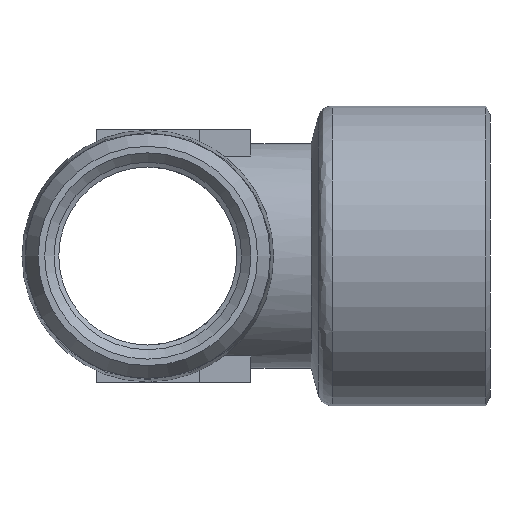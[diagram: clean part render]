
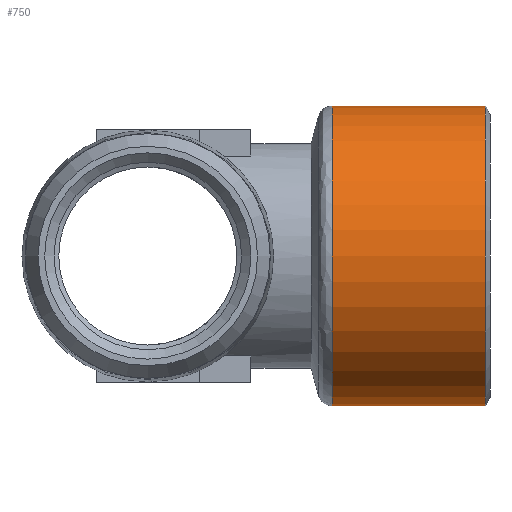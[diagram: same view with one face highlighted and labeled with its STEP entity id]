
A CAD part, left-side view. The second image highlights one B-rep face of the part: STEP entity #750.
In plain terms, the highlighted cylindrical face has radius 16 mm (diameter 32 mm), a full revolution.
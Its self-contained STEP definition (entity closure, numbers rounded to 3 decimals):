
#10 = CIRCLE ( 'NONE', #411, 16. ) ;
#85 = CIRCLE ( 'NONE', #420, 16. ) ;
#90 = FACE_OUTER_BOUND ( 'NONE', #1163, .T. ) ;
#124 = CYLINDRICAL_SURFACE ( 'NONE', #432, 16. ) ;
#147 = FACE_OUTER_BOUND ( 'NONE', #1207, .T. ) ;
#195 = VERTEX_POINT ( 'NONE', #816 ) ;
#204 = VERTEX_POINT ( 'NONE', #823 ) ;
#219 = VERTEX_POINT ( 'NONE', #1065 ) ;
#223 = ORIENTED_EDGE ( 'NONE', *, *, #310, .F. ) ;
#230 = VERTEX_POINT ( 'NONE', #1058 ) ;
#303 = AXIS2_PLACEMENT_3D ( 'NONE', #1047, #1045, #1044 ) ;
#304 = AXIS2_PLACEMENT_3D ( 'NONE', #1050, #1049, #1048 ) ;
#309 = EDGE_CURVE ( 'NONE', #230, #219, #1174, .T. ) ;
#310 = EDGE_CURVE ( 'NONE', #219, #230, #1172, .T. ) ;
#395 = EDGE_CURVE ( 'NONE', #195, #204, #10, .T. ) ;
#397 = EDGE_CURVE ( 'NONE', #204, #195, #85, .T. ) ;
#411 = AXIS2_PLACEMENT_3D ( 'NONE', #924, #920, #919 ) ;
#420 = AXIS2_PLACEMENT_3D ( 'NONE', #906, #995, #994 ) ;
#432 = AXIS2_PLACEMENT_3D ( 'NONE', #719, #704, #708 ) ;
#704 = DIRECTION ( 'NONE',  ( 0., 1., 0. ) ) ;
#708 = DIRECTION ( 'NONE',  ( 0., 0., 1. ) ) ;
#719 = CARTESIAN_POINT ( 'NONE',  ( 228.895, -41.389, -25. ) ) ;
#750 = ADVANCED_FACE ( 'NONE', ( #90, #147 ), #124, .T. ) ;
#816 = CARTESIAN_POINT ( 'NONE',  ( 228.895, -41.389, -9. ) ) ;
#823 = CARTESIAN_POINT ( 'NONE',  ( 228.895, -41.389, -41. ) ) ;
#906 = CARTESIAN_POINT ( 'NONE',  ( 228.895, -41.389, -25. ) ) ;
#919 = DIRECTION ( 'NONE',  ( 0., 0., 1. ) ) ;
#920 = DIRECTION ( 'NONE',  ( 0., -1., 0. ) ) ;
#924 = CARTESIAN_POINT ( 'NONE',  ( 228.895, -41.389, -25. ) ) ;
#994 = DIRECTION ( 'NONE',  ( 0., 0., 1. ) ) ;
#995 = DIRECTION ( 'NONE',  ( 0., -1., 0. ) ) ;
#1044 = DIRECTION ( 'NONE',  ( -1., 0., 0. ) ) ;
#1045 = DIRECTION ( 'NONE',  ( 0., 1., 0. ) ) ;
#1047 = CARTESIAN_POINT ( 'NONE',  ( 228.895, -25.04, -25. ) ) ;
#1048 = DIRECTION ( 'NONE',  ( -1., 0., 0. ) ) ;
#1049 = DIRECTION ( 'NONE',  ( 0., 1., 0. ) ) ;
#1050 = CARTESIAN_POINT ( 'NONE',  ( 228.895, -25.04, -25. ) ) ;
#1058 = CARTESIAN_POINT ( 'NONE',  ( 228.895, -25.04, -9. ) ) ;
#1065 = CARTESIAN_POINT ( 'NONE',  ( 228.895, -25.04, -41. ) ) ;
#1154 = ORIENTED_EDGE ( 'NONE', *, *, #309, .F. ) ;
#1163 = EDGE_LOOP ( 'NONE', ( #1223, #1191 ) ) ;
#1172 = CIRCLE ( 'NONE', #303, 16. ) ;
#1174 = CIRCLE ( 'NONE', #304, 16. ) ;
#1191 = ORIENTED_EDGE ( 'NONE', *, *, #397, .F. ) ;
#1207 = EDGE_LOOP ( 'NONE', ( #1154, #223 ) ) ;
#1223 = ORIENTED_EDGE ( 'NONE', *, *, #395, .F. ) ;
